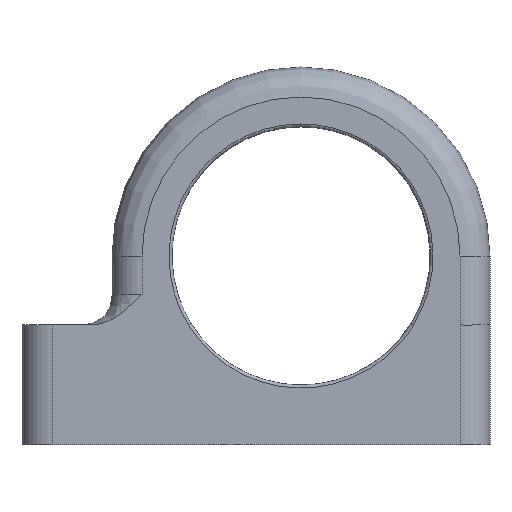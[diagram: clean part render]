
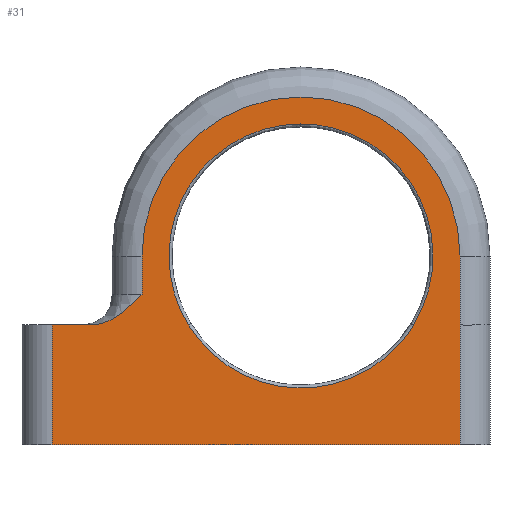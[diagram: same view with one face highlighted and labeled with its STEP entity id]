
A CAD part, front view. The second image highlights one B-rep face of the part: STEP entity #31.
In plain terms, the highlighted planar face has unit normal (0, -1, 0).
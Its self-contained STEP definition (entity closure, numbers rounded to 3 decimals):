
#31=ADVANCED_FACE('',(#53,#35),#316,.T.);
#35=FACE_BOUND('',#75,.T.);
#53=FACE_OUTER_BOUND('',#74,.T.);
#74=EDGE_LOOP('',(#157,#158,#159,#160,#161,#162,#163,#164));
#75=EDGE_LOOP('',(#165,#166,#167));
#157=ORIENTED_EDGE('',*,*,#213,.T.);
#158=ORIENTED_EDGE('',*,*,#191,.F.);
#159=ORIENTED_EDGE('',*,*,#174,.F.);
#160=ORIENTED_EDGE('',*,*,#168,.T.);
#161=ORIENTED_EDGE('',*,*,#180,.T.);
#162=ORIENTED_EDGE('',*,*,#185,.F.);
#163=ORIENTED_EDGE('',*,*,#188,.F.);
#164=ORIENTED_EDGE('',*,*,#183,.T.);
#165=ORIENTED_EDGE('',*,*,#209,.F.);
#166=ORIENTED_EDGE('',*,*,#210,.F.);
#167=ORIENTED_EDGE('',*,*,#211,.F.);
#168=EDGE_CURVE('',#270,#271,#265,.T.);
#174=EDGE_CURVE('',#270,#275,#224,.T.);
#180=EDGE_CURVE('',#271,#278,#227,.T.);
#183=EDGE_CURVE('',#279,#282,#229,.T.);
#185=EDGE_CURVE('',#283,#278,#230,.T.);
#188=EDGE_CURVE('',#279,#283,#221,.T.);
#191=EDGE_CURVE('',#275,#285,#268,.T.);
#209=EDGE_CURVE('',#297,#293,#249,.T.);
#210=EDGE_CURVE('',#294,#297,#250,.T.);
#211=EDGE_CURVE('',#293,#294,#251,.T.);
#213=EDGE_CURVE('',#282,#285,#253,.T.);
#221=TRIMMED_CURVE($,#263,(#773),(#774),.T.,.CARTESIAN.);
#224=(
BOUNDED_CURVE()
B_SPLINE_CURVE(1,(#734,#735),.UNSPECIFIED.,.F.,.F.)
B_SPLINE_CURVE_WITH_KNOTS((2,2),(0.,40.),.UNSPECIFIED.)
CURVE()
GEOMETRIC_REPRESENTATION_ITEM()
RATIONAL_B_SPLINE_CURVE((1.,1.))
REPRESENTATION_ITEM('')
);
#227=(
BOUNDED_CURVE()
B_SPLINE_CURVE(1,(#749,#750),.UNSPECIFIED.,.F.,.F.)
B_SPLINE_CURVE_WITH_KNOTS((2,2),(0.,40.),.UNSPECIFIED.)
CURVE()
GEOMETRIC_REPRESENTATION_ITEM()
RATIONAL_B_SPLINE_CURVE((1.,1.))
REPRESENTATION_ITEM('')
);
#229=(
BOUNDED_CURVE()
B_SPLINE_CURVE(1,(#756,#757),.UNSPECIFIED.,.F.,.F.)
B_SPLINE_CURVE_WITH_KNOTS((2,2),(0.,13.),.UNSPECIFIED.)
CURVE()
GEOMETRIC_REPRESENTATION_ITEM()
RATIONAL_B_SPLINE_CURVE((1.,1.))
REPRESENTATION_ITEM('')
);
#230=(
BOUNDED_CURVE()
B_SPLINE_CURVE(3,(#761,#762,#763,#764),.UNSPECIFIED.,.F.,.F.)
B_SPLINE_CURVE_WITH_KNOTS((4,4),(0.,23.),.UNSPECIFIED.)
CURVE()
GEOMETRIC_REPRESENTATION_ITEM()
RATIONAL_B_SPLINE_CURVE((1.,1.,1.,1.))
REPRESENTATION_ITEM('')
);
#249=(
BOUNDED_CURVE()
B_SPLINE_CURVE(3,(#860,#861,#862,#863,#864,#865,#866),.UNSPECIFIED.,.F.,
 .F.)
B_SPLINE_CURVE_WITH_KNOTS((4,3,4),(-75.36,-30.447,
14.466),.UNSPECIFIED.)
CURVE()
GEOMETRIC_REPRESENTATION_ITEM()
RATIONAL_B_SPLINE_CURVE((1.,0.915,0.915,1.,0.915,
0.915,1.))
REPRESENTATION_ITEM('')
);
#250=(
BOUNDED_CURVE()
B_SPLINE_CURVE(3,(#867,#868,#869,#870,#871,#872,#873),.UNSPECIFIED.,.F.,
 .F.)
B_SPLINE_CURVE_WITH_KNOTS((4,3,4),(-168.677,-122.018,
-75.36),.UNSPECIFIED.)
CURVE()
GEOMETRIC_REPRESENTATION_ITEM()
RATIONAL_B_SPLINE_CURVE((1.,0.908,0.908,1.,0.908,
0.908,1.))
REPRESENTATION_ITEM('')
);
#251=(
BOUNDED_CURVE()
B_SPLINE_CURVE(3,(#874,#875,#876,#877,#878,#879,#880),.UNSPECIFIED.,.F.,
 .F.)
B_SPLINE_CURVE_WITH_KNOTS((4,3,4),(-261.993,-215.335,
-168.677),.UNSPECIFIED.)
CURVE()
GEOMETRIC_REPRESENTATION_ITEM()
RATIONAL_B_SPLINE_CURVE((1.,0.908,0.908,1.,0.908,
0.908,1.))
REPRESENTATION_ITEM('')
);
#253=(
BOUNDED_CURVE()
B_SPLINE_CURVE(3,(#907,#908,#909,#910,#911,#912,#913,#914,#915,#916,#917,
#918,#919,#920,#921,#922,#923,#924,#925,#926,#927,#928,#929),
 .UNSPECIFIED.,.F.,.F.)
B_SPLINE_CURVE_WITH_KNOTS((4,1,1,1,1,1,1,1,1,1,1,1,1,1,1,1,1,3,4),(248.78,
249.976,251.208,252.47,253.756,255.058,
256.368,257.679,258.981,260.268,261.532,
262.767,263.968,265.13,266.25,267.326,
268.356,269.216,269.339),.UNSPECIFIED.)
CURVE()
GEOMETRIC_REPRESENTATION_ITEM()
RATIONAL_B_SPLINE_CURVE((1.,1.,1.,1.,1.,1.,1.,1.,1.,1.,1.,1.,1.,1.,1.,1.,
1.,1.,1.,1.,1.,1.,1.))
REPRESENTATION_ITEM('')
);
#263=CIRCLE('',#424,53.);
#265=B_SPLINE_CURVE_WITH_KNOTS('',1,(#723,#724),.UNSPECIFIED.,.F.,.F.,(2,
2),(245.956,381.956),.UNSPECIFIED.);
#268=B_SPLINE_CURVE_WITH_KNOTS('',1,(#780,#781),.UNSPECIFIED.,.F.,.F.,(2,
2),(580.788,593.467),.UNSPECIFIED.);
#270=VERTEX_POINT('',#694);
#271=VERTEX_POINT('',#695);
#275=VERTEX_POINT('',#699);
#278=VERTEX_POINT('',#702);
#279=VERTEX_POINT('',#703);
#282=VERTEX_POINT('',#706);
#283=VERTEX_POINT('',#707);
#285=VERTEX_POINT('',#709);
#293=VERTEX_POINT('',#717);
#294=VERTEX_POINT('',#718);
#297=VERTEX_POINT('',#721);
#316=PLANE('',#414);
#414=AXIS2_PLACEMENT_3D('',#692,#438,$);
#424=AXIS2_PLACEMENT_3D($,#772,#457,#458);
#438=DIRECTION('',(0.,-1.,0.));
#457=DIRECTION('',(0.,1.,0.));
#458=DIRECTION('',(-1.,0.,0.));
#692=CARTESIAN_POINT('',(-1.36,-10.,-1.16));
#694=CARTESIAN_POINT('',(0.,-10.,0.));
#695=CARTESIAN_POINT('',(136.,-10.,0.));
#699=CARTESIAN_POINT('',(0.,-10.,40.));
#702=CARTESIAN_POINT('',(136.,-10.,40.));
#703=CARTESIAN_POINT('',(30.,-10.,63.));
#706=CARTESIAN_POINT('',(30.,-10.,50.));
#707=CARTESIAN_POINT('',(136.,-10.,63.));
#709=CARTESIAN_POINT('',(12.679,-10.,40.));
#717=CARTESIAN_POINT('',(120.51,-10.,40.));
#718=CARTESIAN_POINT('',(83.,-10.,107.));
#721=CARTESIAN_POINT('',(45.49,-10.,40.));
#723=CARTESIAN_POINT('',(0.,-10.,0.));
#724=CARTESIAN_POINT('',(136.,-10.,0.));
#734=CARTESIAN_POINT('',(0.,-10.,0.));
#735=CARTESIAN_POINT('',(0.,-10.,40.));
#749=CARTESIAN_POINT('',(136.,-10.,0.));
#750=CARTESIAN_POINT('',(136.,-10.,40.));
#756=CARTESIAN_POINT('',(30.,-10.,63.));
#757=CARTESIAN_POINT('',(30.,-10.,50.));
#761=CARTESIAN_POINT('',(136.,-10.,63.));
#762=CARTESIAN_POINT('',(136.,-10.,55.333));
#763=CARTESIAN_POINT('',(136.,-10.,47.667));
#764=CARTESIAN_POINT('',(136.,-10.,40.));
#772=CARTESIAN_POINT('',(83.,-10.,63.));
#773=CARTESIAN_POINT('',(30.,-10.,63.));
#774=CARTESIAN_POINT('',(136.,-10.,63.));
#780=CARTESIAN_POINT('',(0.,-10.,40.));
#781=CARTESIAN_POINT('',(12.679,-10.,40.));
#860=CARTESIAN_POINT('',(45.49,-10.,40.));
#861=CARTESIAN_POINT('',(53.676,-10.,26.65));
#862=CARTESIAN_POINT('',(67.34,-10.,19.));
#863=CARTESIAN_POINT('',(83.,-10.,19.));
#864=CARTESIAN_POINT('',(98.66,-10.,19.));
#865=CARTESIAN_POINT('',(112.324,-10.,26.65));
#866=CARTESIAN_POINT('',(120.51,-10.,40.));
#867=CARTESIAN_POINT('',(83.,-10.,107.));
#868=CARTESIAN_POINT('',(66.671,-10.,107.));
#869=CARTESIAN_POINT('',(52.584,-10.,98.742));
#870=CARTESIAN_POINT('',(44.607,-10.,84.494));
#871=CARTESIAN_POINT('',(36.631,-10.,70.246));
#872=CARTESIAN_POINT('',(36.954,-10.,53.92));
#873=CARTESIAN_POINT('',(45.49,-10.,40.));
#874=CARTESIAN_POINT('',(120.51,-10.,40.));
#875=CARTESIAN_POINT('',(129.046,-10.,53.92));
#876=CARTESIAN_POINT('',(129.369,-10.,70.246));
#877=CARTESIAN_POINT('',(121.393,-10.,84.494));
#878=CARTESIAN_POINT('',(113.416,-10.,98.742));
#879=CARTESIAN_POINT('',(99.329,-10.,107.));
#880=CARTESIAN_POINT('',(83.,-10.,107.));
#907=CARTESIAN_POINT('',(30.,-10.,50.));
#908=CARTESIAN_POINT('',(29.719,-10.,49.718));
#909=CARTESIAN_POINT('',(29.146,-10.,49.146));
#910=CARTESIAN_POINT('',(28.271,-10.,48.281));
#911=CARTESIAN_POINT('',(27.365,-10.,47.405));
#912=CARTESIAN_POINT('',(26.428,-10.,46.529));
#913=CARTESIAN_POINT('',(25.456,-10.,45.666));
#914=CARTESIAN_POINT('',(24.453,-10.,44.827));
#915=CARTESIAN_POINT('',(23.418,-10.,44.026));
#916=CARTESIAN_POINT('',(22.356,-10.,43.276));
#917=CARTESIAN_POINT('',(21.272,-10.,42.587));
#918=CARTESIAN_POINT('',(20.17,-10.,41.969));
#919=CARTESIAN_POINT('',(19.06,-10.,41.431));
#920=CARTESIAN_POINT('',(17.949,-10.,40.977));
#921=CARTESIAN_POINT('',(16.847,-10.,40.61));
#922=CARTESIAN_POINT('',(15.762,-10.,40.331));
#923=CARTESIAN_POINT('',(14.703,-10.,40.137));
#924=CARTESIAN_POINT('',(13.72,-10.,40.029));
#925=CARTESIAN_POINT('',(13.089,-10.,40.003));
#926=CARTESIAN_POINT('',(12.802,-10.,40.));
#927=CARTESIAN_POINT('',(12.761,-10.,40.));
#928=CARTESIAN_POINT('',(12.72,-10.,40.));
#929=CARTESIAN_POINT('',(12.679,-10.,40.));
